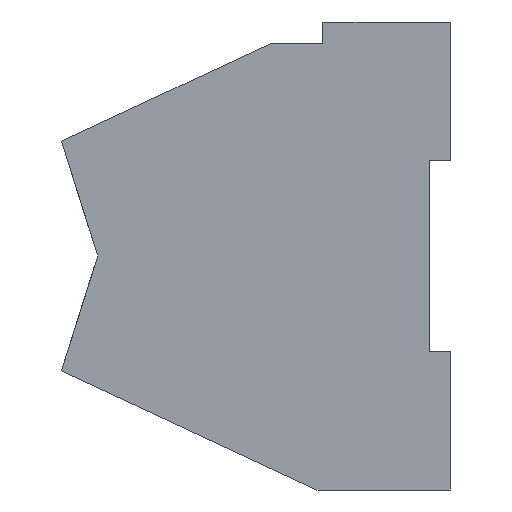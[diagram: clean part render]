
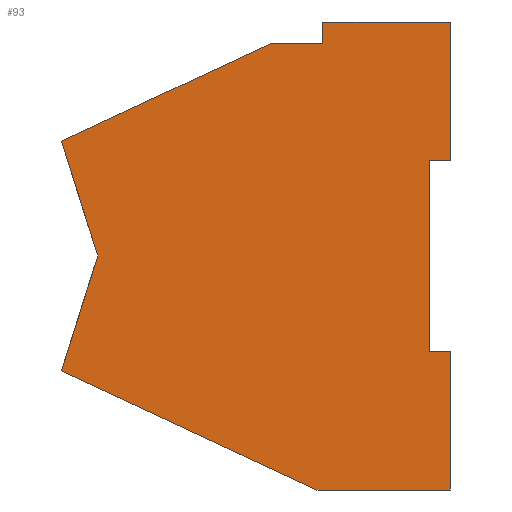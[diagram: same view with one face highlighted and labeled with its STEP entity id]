
A CAD part, left-side view. The second image highlights one B-rep face of the part: STEP entity #93.
In plain terms, the highlighted planar face has unit normal (-1, 0, 0).
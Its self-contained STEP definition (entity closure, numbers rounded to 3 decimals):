
#93 = ADVANCED_FACE( '', ( #196 ), #197, .F. );
#196 = FACE_OUTER_BOUND( '', #304, .T. );
#197 = PLANE( '', #305 );
#304 = EDGE_LOOP( '', ( #553, #554, #555, #556, #557, #558, #559, #560, #561, #562, #563, #564, #565 ) );
#305 = AXIS2_PLACEMENT_3D( '', #566, #567, #568 );
#553 = ORIENTED_EDGE( '', *, *, #760, .F. );
#554 = ORIENTED_EDGE( '', *, *, #761, .F. );
#555 = ORIENTED_EDGE( '', *, *, #762, .F. );
#556 = ORIENTED_EDGE( '', *, *, #763, .F. );
#557 = ORIENTED_EDGE( '', *, *, #711, .F. );
#558 = ORIENTED_EDGE( '', *, *, #743, .F. );
#559 = ORIENTED_EDGE( '', *, *, #737, .F. );
#560 = ORIENTED_EDGE( '', *, *, #695, .F. );
#561 = ORIENTED_EDGE( '', *, *, #687, .F. );
#562 = ORIENTED_EDGE( '', *, *, #749, .F. );
#563 = ORIENTED_EDGE( '', *, *, #764, .F. );
#564 = ORIENTED_EDGE( '', *, *, #730, .F. );
#565 = ORIENTED_EDGE( '', *, *, #765, .F. );
#566 = CARTESIAN_POINT( '', ( 0., 0., 0. ) );
#567 = DIRECTION( '', ( 1., 0., 0. ) );
#568 = DIRECTION( '', ( 0., 0., -1. ) );
#687 = EDGE_CURVE( '', #838, #839, #840, .T. );
#695 = EDGE_CURVE( '', #839, #850, #851, .T. );
#711 = EDGE_CURVE( '', #876, #878, #879, .T. );
#730 = EDGE_CURVE( '', #899, #901, #902, .T. );
#737 = EDGE_CURVE( '', #850, #912, #913, .T. );
#743 = EDGE_CURVE( '', #912, #876, #920, .T. );
#749 = EDGE_CURVE( '', #926, #838, #927, .T. );
#760 = EDGE_CURVE( '', #940, #941, #942, .T. );
#761 = EDGE_CURVE( '', #943, #940, #944, .T. );
#762 = EDGE_CURVE( '', #945, #943, #946, .T. );
#763 = EDGE_CURVE( '', #878, #945, #947, .T. );
#764 = EDGE_CURVE( '', #901, #926, #948, .T. );
#765 = EDGE_CURVE( '', #941, #899, #949, .T. );
#838 = VERTEX_POINT( '', #1037 );
#839 = VERTEX_POINT( '', #1038 );
#840 = LINE( '', #1039, #1040 );
#850 = VERTEX_POINT( '', #1052 );
#851 = LINE( '', #1053, #1054 );
#876 = VERTEX_POINT( '', #1087 );
#878 = VERTEX_POINT( '', #1090 );
#879 = LINE( '', #1091, #1092 );
#899 = VERTEX_POINT( '', #1120 );
#901 = VERTEX_POINT( '', #1123 );
#902 = LINE( '', #1124, #1125 );
#912 = VERTEX_POINT( '', #1140 );
#913 = LINE( '', #1141, #1142 );
#920 = LINE( '', #1151, #1152 );
#926 = VERTEX_POINT( '', #1158 );
#927 = LINE( '', #1159, #1160 );
#940 = VERTEX_POINT( '', #1177 );
#941 = VERTEX_POINT( '', #1178 );
#942 = LINE( '', #1179, #1180 );
#943 = VERTEX_POINT( '', #1181 );
#944 = LINE( '', #1182, #1183 );
#945 = VERTEX_POINT( '', #1184 );
#946 = LINE( '', #1185, #1186 );
#947 = LINE( '', #1187, #1188 );
#948 = LINE( '', #1189, #1190 );
#949 = LINE( '', #1191, #1192 );
#1037 = CARTESIAN_POINT( '', ( 0., 0., -2.25 ) );
#1038 = CARTESIAN_POINT( '', ( 0., 0., -5.5 ) );
#1039 = CARTESIAN_POINT( '', ( 0., 0., -2.25 ) );
#1040 = VECTOR( '', #1259, 1000. );
#1052 = CARTESIAN_POINT( '', ( 0., 3.137, -5.5 ) );
#1053 = CARTESIAN_POINT( '', ( 0., 0., -5.5 ) );
#1054 = VECTOR( '', #1271, 1000. );
#1087 = CARTESIAN_POINT( '', ( 0., 8.291, 0. ) );
#1090 = CARTESIAN_POINT( '', ( 0., 9.142, 2.7 ) );
#1091 = CARTESIAN_POINT( '', ( 0., 8.291, 0. ) );
#1092 = VECTOR( '', #1296, 1000. );
#1120 = CARTESIAN_POINT( '', ( 0., 0., 2.25 ) );
#1123 = CARTESIAN_POINT( '', ( 0., 0.5, 2.25 ) );
#1124 = CARTESIAN_POINT( '', ( 0., 0., 2.25 ) );
#1125 = VECTOR( '', #1318, 1000. );
#1140 = CARTESIAN_POINT( '', ( 0., 9.142, -2.7 ) );
#1141 = CARTESIAN_POINT( '', ( 0., 3.137, -5.5 ) );
#1142 = VECTOR( '', #1324, 1000. );
#1151 = CARTESIAN_POINT( '', ( 0., 9.142, -2.7 ) );
#1152 = VECTOR( '', #1330, 1000. );
#1158 = CARTESIAN_POINT( '', ( 0., 0.5, -2.25 ) );
#1159 = CARTESIAN_POINT( '', ( 0., 0.5, -2.25 ) );
#1160 = VECTOR( '', #1343, 1000. );
#1177 = CARTESIAN_POINT( '', ( 0., 3., 5.5 ) );
#1178 = CARTESIAN_POINT( '', ( 0., 0., 5.5 ) );
#1179 = CARTESIAN_POINT( '', ( 0., 3., 5.5 ) );
#1180 = VECTOR( '', #1357, 1000. );
#1181 = CARTESIAN_POINT( '', ( 0., 3., 5. ) );
#1182 = CARTESIAN_POINT( '', ( 0., 3., 5. ) );
#1183 = VECTOR( '', #1358, 1000. );
#1184 = CARTESIAN_POINT( '', ( 0., 4.209, 5. ) );
#1185 = CARTESIAN_POINT( '', ( 0., 4.209, 5. ) );
#1186 = VECTOR( '', #1359, 1000. );
#1187 = CARTESIAN_POINT( '', ( 0., 9.142, 2.7 ) );
#1188 = VECTOR( '', #1360, 1000. );
#1189 = CARTESIAN_POINT( '', ( 0., 0.5, 2.25 ) );
#1190 = VECTOR( '', #1361, 1000. );
#1191 = CARTESIAN_POINT( '', ( 0., 0., 5.5 ) );
#1192 = VECTOR( '', #1362, 1000. );
#1259 = DIRECTION( '', ( 0., 0., -1. ) );
#1271 = DIRECTION( '', ( 0., 1., 0. ) );
#1296 = DIRECTION( '', ( 0., 0.301, 0.954 ) );
#1318 = DIRECTION( '', ( 0., 1., 0. ) );
#1324 = DIRECTION( '', ( 0., 0.906, 0.423 ) );
#1330 = DIRECTION( '', ( 0., -0.301, 0.954 ) );
#1343 = DIRECTION( '', ( 0., -1., 0. ) );
#1357 = DIRECTION( '', ( 0., -1., 0. ) );
#1358 = DIRECTION( '', ( 0., 0., 1. ) );
#1359 = DIRECTION( '', ( 0., -1., 0. ) );
#1360 = DIRECTION( '', ( 0., -0.906, 0.423 ) );
#1361 = DIRECTION( '', ( 0., 0., -1. ) );
#1362 = DIRECTION( '', ( 0., 0., -1. ) );
